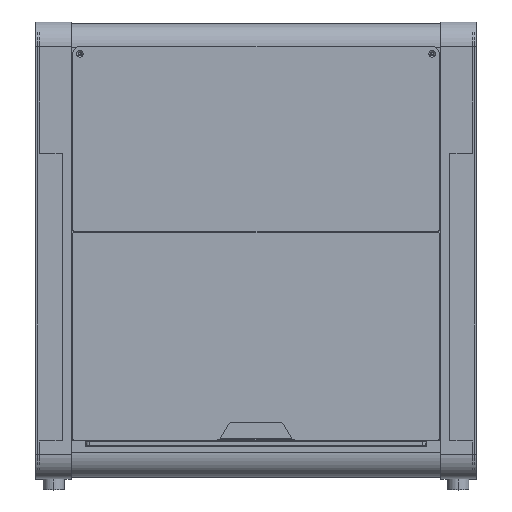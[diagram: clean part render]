
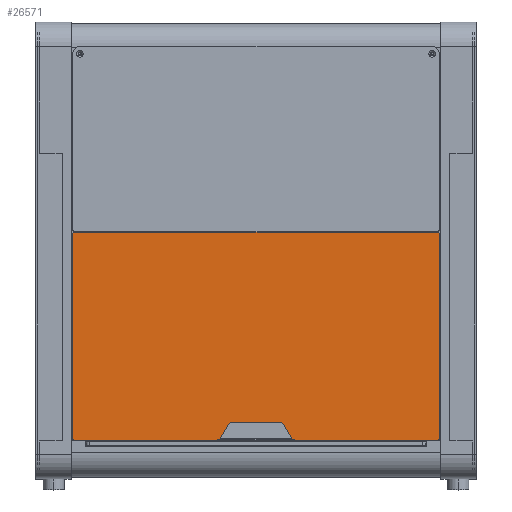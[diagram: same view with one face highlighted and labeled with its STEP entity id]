
A CAD part, top view. The second image highlights one B-rep face of the part: STEP entity #26571.
In plain terms, the highlighted planar face has unit normal (0, 0, 1).
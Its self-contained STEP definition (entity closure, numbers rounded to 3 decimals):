
#570 = LINE ( 'NONE', #1970, #38478 ) ;
#866 = AXIS2_PLACEMENT_3D ( 'NONE', #3722, #4058, #3381 ) ;
#874 = DIRECTION ( 'NONE',  ( 0., 0., 1. ) ) ;
#999 = AXIS2_PLACEMENT_3D ( 'NONE', #5287, #17213, #17388 ) ;
#1785 = EDGE_CURVE ( 'NONE', #40696, #39986, #38328, .T. ) ;
#1857 = EDGE_CURVE ( 'NONE', #22004, #41256, #11580, .T. ) ;
#1970 = CARTESIAN_POINT ( 'NONE',  ( -256.7, 54.55, 284.85 ) ) ;
#3247 = ORIENTED_EDGE ( 'NONE', *, *, #20332, .T. ) ;
#3249 = ORIENTED_EDGE ( 'NONE', *, *, #32497, .T. ) ;
#3381 = DIRECTION ( 'NONE',  ( -1., 0., 0. ) ) ;
#3384 = EDGE_LOOP ( 'NONE', ( #16268, #50903, #28956, #39511, #33325, #10697, #31961, #5096, #3247, #36358, #48388, #13745, #48513, #3249, #29861, #25096 ) ) ;
#3701 = CARTESIAN_POINT ( 'NONE',  ( -56.495, 54.55, 284.85 ) ) ;
#3722 = CARTESIAN_POINT ( 'NONE',  ( -56.495, 62.05, 284.85 ) ) ;
#3930 = VECTOR ( 'NONE', #33929, 1000. ) ;
#4058 = DIRECTION ( 'NONE',  ( 0., 0., 1. ) ) ;
#4835 = DIRECTION ( 'NONE',  ( 0., 0., -1. ) ) ;
#4995 = DIRECTION ( 'NONE',  ( 0., 0., 1. ) ) ;
#5096 = ORIENTED_EDGE ( 'NONE', *, *, #10125, .T. ) ;
#5145 = EDGE_CURVE ( 'NONE', #50109, #26500, #32554, .T. ) ;
#5205 = CARTESIAN_POINT ( 'NONE',  ( -256.7, 349.25, 284.85 ) ) ;
#5287 = CARTESIAN_POINT ( 'NONE',  ( 33.401, 72.05, 284.85 ) ) ;
#5383 = VECTOR ( 'NONE', #33159, 1000. ) ;
#5937 = DIRECTION ( 'NONE',  ( 1., 0., 0. ) ) ;
#6064 = VECTOR ( 'NONE', #51318, 1000. ) ;
#6507 = DIRECTION ( 'NONE',  ( 0., 0., 1. ) ) ;
#7219 = CIRCLE ( 'NONE', #32768, 7.5 ) ;
#7634 = EDGE_CURVE ( 'NONE', #36594, #40696, #41580, .T. ) ;
#8035 = DIRECTION ( 'NONE',  ( 0., 0., 1. ) ) ;
#8297 = CIRCLE ( 'NONE', #17061, 3. ) ;
#8566 = AXIS2_PLACEMENT_3D ( 'NONE', #8831, #4835, #44629 ) ;
#8798 = AXIS2_PLACEMENT_3D ( 'NONE', #28801, #4995, #16415 ) ;
#8831 = CARTESIAN_POINT ( 'NONE',  ( -33.401, 72.05, 284.85 ) ) ;
#9237 = VERTEX_POINT ( 'NONE', #37731 ) ;
#10125 = EDGE_CURVE ( 'NONE', #10892, #21167, #32889, .T. ) ;
#10679 = DIRECTION ( 'NONE',  ( 1., 0., 0. ) ) ;
#10697 = ORIENTED_EDGE ( 'NONE', *, *, #1785, .T. ) ;
#10822 = VERTEX_POINT ( 'NONE', #30893 ) ;
#10844 = DIRECTION ( 'NONE',  ( 0., 0., 1. ) ) ;
#10892 = VERTEX_POINT ( 'NONE', #27397 ) ;
#11580 = CIRCLE ( 'NONE', #999, 7.5 ) ;
#11840 = CARTESIAN_POINT ( 'NONE',  ( 56.495, 62.05, 284.85 ) ) ;
#12034 = CARTESIAN_POINT ( 'NONE',  ( 259.7, 346.25, 284.85 ) ) ;
#12101 = CARTESIAN_POINT ( 'NONE',  ( -259.7, 346.25, 284.85 ) ) ;
#12182 = CARTESIAN_POINT ( 'NONE',  ( -259.7, 57.55, 284.85 ) ) ;
#12558 = EDGE_CURVE ( 'NONE', #26500, #10822, #51169, .T. ) ;
#12950 = LINE ( 'NONE', #42425, #27246 ) ;
#13523 = LINE ( 'NONE', #42527, #30304 ) ;
#13745 = ORIENTED_EDGE ( 'NONE', *, *, #12558, .T. ) ;
#13829 = CARTESIAN_POINT ( 'NONE',  ( 50., 58.3, 284.85 ) ) ;
#14854 = DIRECTION ( 'NONE',  ( 0., 1., 0. ) ) ;
#15810 = DIRECTION ( 'NONE',  ( 1., 0., 0. ) ) ;
#15827 = PLANE ( 'NONE',  #35586 ) ;
#16268 = ORIENTED_EDGE ( 'NONE', *, *, #41986, .T. ) ;
#16415 = DIRECTION ( 'NONE',  ( 1., 0., 0. ) ) ;
#16838 = VERTEX_POINT ( 'NONE', #33745 ) ;
#17040 = VERTEX_POINT ( 'NONE', #47254 ) ;
#17061 = AXIS2_PLACEMENT_3D ( 'NONE', #31807, #8035, #35792 ) ;
#17213 = DIRECTION ( 'NONE',  ( 0., 0., -1. ) ) ;
#17388 = DIRECTION ( 'NONE',  ( -1., 0., 0. ) ) ;
#18103 = CARTESIAN_POINT ( 'NONE',  ( -50., 58.3, 284.85 ) ) ;
#18548 = DIRECTION ( 'NONE',  ( 1., 0., 0. ) ) ;
#19365 = CARTESIAN_POINT ( 'NONE',  ( -256.7, 349.25, 284.85 ) ) ;
#20332 = EDGE_CURVE ( 'NONE', #21167, #16838, #28093, .T. ) ;
#20889 = CIRCLE ( 'NONE', #8798, 3. ) ;
#21167 = VERTEX_POINT ( 'NONE', #12182 ) ;
#22004 = VERTEX_POINT ( 'NONE', #34483 ) ;
#23834 = CARTESIAN_POINT ( 'NONE',  ( 56.495, 62.05, 284.85 ) ) ;
#24093 = CIRCLE ( 'NONE', #8566, 7.5 ) ;
#25096 = ORIENTED_EDGE ( 'NONE', *, *, #51272, .T. ) ;
#26113 = CARTESIAN_POINT ( 'NONE',  ( -50., 58.3, 284.85 ) ) ;
#26323 = CARTESIAN_POINT ( 'NONE',  ( -256.7, 57.55, 284.85 ) ) ;
#26500 = VERTEX_POINT ( 'NONE', #18103 ) ;
#26571 = ADVANCED_FACE ( 'NONE', ( #28917 ), #15827, .T. ) ;
#27142 = AXIS2_PLACEMENT_3D ( 'NONE', #36421, #874, #43779 ) ;
#27246 = VECTOR ( 'NONE', #18548, 1000. ) ;
#27397 = CARTESIAN_POINT ( 'NONE',  ( -259.7, 346.25, 284.85 ) ) ;
#28093 = CIRCLE ( 'NONE', #39016, 3. ) ;
#28801 = CARTESIAN_POINT ( 'NONE',  ( 256.7, 57.55, 284.85 ) ) ;
#28917 = FACE_OUTER_BOUND ( 'NONE', #3384, .T. ) ;
#28956 = ORIENTED_EDGE ( 'NONE', *, *, #43543, .T. ) ;
#29861 = ORIENTED_EDGE ( 'NONE', *, *, #1857, .T. ) ;
#30304 = VECTOR ( 'NONE', #14854, 1000. ) ;
#30893 = CARTESIAN_POINT ( 'NONE',  ( -39.896, 75.8, 284.85 ) ) ;
#31215 = VERTEX_POINT ( 'NONE', #13829 ) ;
#31614 = VECTOR ( 'NONE', #40202, 1000. ) ;
#31807 = CARTESIAN_POINT ( 'NONE',  ( -256.7, 346.25, 284.85 ) ) ;
#31961 = ORIENTED_EDGE ( 'NONE', *, *, #33802, .T. ) ;
#32497 = EDGE_CURVE ( 'NONE', #48067, #22004, #41422, .T. ) ;
#32554 = CIRCLE ( 'NONE', #866, 7.5 ) ;
#32768 = AXIS2_PLACEMENT_3D ( 'NONE', #11840, #39602, #15810 ) ;
#32889 = LINE ( 'NONE', #12101, #31614 ) ;
#33159 = DIRECTION ( 'NONE',  ( -1., 0., 0. ) ) ;
#33325 = ORIENTED_EDGE ( 'NONE', *, *, #7634, .T. ) ;
#33745 = CARTESIAN_POINT ( 'NONE',  ( -256.7, 54.55, 284.85 ) ) ;
#33802 = EDGE_CURVE ( 'NONE', #39986, #10892, #8297, .T. ) ;
#33929 = DIRECTION ( 'NONE',  ( 0.5, 0.866, 0. ) ) ;
#34483 = CARTESIAN_POINT ( 'NONE',  ( 33.401, 79.55, 284.85 ) ) ;
#34637 = CARTESIAN_POINT ( 'NONE',  ( -33.401, 79.55, 284.85 ) ) ;
#35162 = CARTESIAN_POINT ( 'NONE',  ( 39.896, 75.8, 284.85 ) ) ;
#35586 = AXIS2_PLACEMENT_3D ( 'NONE', #23834, #6507, #42308 ) ;
#35792 = DIRECTION ( 'NONE',  ( 1., 0., 0. ) ) ;
#36284 = CARTESIAN_POINT ( 'NONE',  ( 256.7, 54.55, 284.85 ) ) ;
#36358 = ORIENTED_EDGE ( 'NONE', *, *, #36840, .T. ) ;
#36421 = CARTESIAN_POINT ( 'NONE',  ( 256.7, 346.25, 284.85 ) ) ;
#36594 = VERTEX_POINT ( 'NONE', #12034 ) ;
#36840 = EDGE_CURVE ( 'NONE', #16838, #50109, #570, .T. ) ;
#36975 = EDGE_CURVE ( 'NONE', #17040, #44538, #12950, .T. ) ;
#37237 = EDGE_CURVE ( 'NONE', #10822, #48067, #24093, .T. ) ;
#37291 = CARTESIAN_POINT ( 'NONE',  ( 39.896, 75.8, 284.85 ) ) ;
#37731 = CARTESIAN_POINT ( 'NONE',  ( 259.7, 57.55, 284.85 ) ) ;
#38328 = LINE ( 'NONE', #5205, #5383 ) ;
#38478 = VECTOR ( 'NONE', #5937, 1000. ) ;
#39016 = AXIS2_PLACEMENT_3D ( 'NONE', #26323, #10844, #10679 ) ;
#39511 = ORIENTED_EDGE ( 'NONE', *, *, #51139, .T. ) ;
#39602 = DIRECTION ( 'NONE',  ( 0., 0., 1. ) ) ;
#39986 = VERTEX_POINT ( 'NONE', #19365 ) ;
#40202 = DIRECTION ( 'NONE',  ( 0., -1., 0. ) ) ;
#40696 = VERTEX_POINT ( 'NONE', #45515 ) ;
#41256 = VERTEX_POINT ( 'NONE', #37291 ) ;
#41422 = LINE ( 'NONE', #34637, #44502 ) ;
#41580 = CIRCLE ( 'NONE', #27142, 3. ) ;
#41986 = EDGE_CURVE ( 'NONE', #31215, #17040, #7219, .T. ) ;
#42308 = DIRECTION ( 'NONE',  ( 1., 0., 0. ) ) ;
#42425 = CARTESIAN_POINT ( 'NONE',  ( 56.495, 54.55, 284.85 ) ) ;
#42527 = CARTESIAN_POINT ( 'NONE',  ( 259.7, 346.25, 284.85 ) ) ;
#43543 = EDGE_CURVE ( 'NONE', #44538, #9237, #20889, .T. ) ;
#43779 = DIRECTION ( 'NONE',  ( -1., 0., 0. ) ) ;
#44502 = VECTOR ( 'NONE', #45949, 1000. ) ;
#44538 = VERTEX_POINT ( 'NONE', #36284 ) ;
#44629 = DIRECTION ( 'NONE',  ( -1., 0., 0. ) ) ;
#45450 = CARTESIAN_POINT ( 'NONE',  ( -33.401, 79.55, 284.85 ) ) ;
#45515 = CARTESIAN_POINT ( 'NONE',  ( 256.7, 349.25, 284.85 ) ) ;
#45824 = LINE ( 'NONE', #35162, #6064 ) ;
#45949 = DIRECTION ( 'NONE',  ( 1., 0., 0. ) ) ;
#47254 = CARTESIAN_POINT ( 'NONE',  ( 56.495, 54.55, 284.85 ) ) ;
#48067 = VERTEX_POINT ( 'NONE', #45450 ) ;
#48388 = ORIENTED_EDGE ( 'NONE', *, *, #5145, .T. ) ;
#48513 = ORIENTED_EDGE ( 'NONE', *, *, #37237, .T. ) ;
#50109 = VERTEX_POINT ( 'NONE', #3701 ) ;
#50903 = ORIENTED_EDGE ( 'NONE', *, *, #36975, .T. ) ;
#51139 = EDGE_CURVE ( 'NONE', #9237, #36594, #13523, .T. ) ;
#51169 = LINE ( 'NONE', #26113, #3930 ) ;
#51272 = EDGE_CURVE ( 'NONE', #41256, #31215, #45824, .T. ) ;
#51318 = DIRECTION ( 'NONE',  ( 0.5, -0.866, 0. ) ) ;
